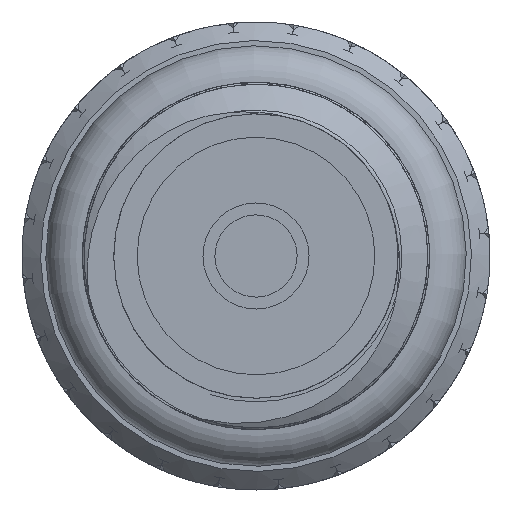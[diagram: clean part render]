
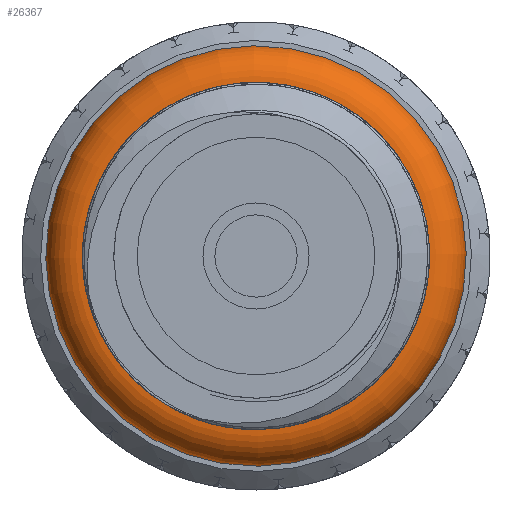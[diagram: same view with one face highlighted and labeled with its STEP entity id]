
A CAD part, left-side view. The second image highlights one B-rep face of the part: STEP entity #26367.
In plain terms, the highlighted toroidal (fillet/blend) face has major radius 2.375 mm and minor radius 0.5 mm.
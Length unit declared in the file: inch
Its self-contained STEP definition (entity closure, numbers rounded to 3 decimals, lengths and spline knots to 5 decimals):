
#27=TOROIDAL_SURFACE('',#27286,0.0935,0.01969);
#6938=FACE_OUTER_BOUND('',#8863,.T.);
#8863=EDGE_LOOP('',(#23869,#23870,#23871,#23872));
#9588=CIRCLE('',#26718,0.0935);
#9715=CIRCLE('',#27272,0.0935);
#9722=CIRCLE('',#27287,0.01969);
#9787=VERTEX_POINT('',#29375);
#11843=VERTEX_POINT('',#70052);
#11998=EDGE_CURVE('',#9787,#9787,#9588,.T.);
#15856=EDGE_CURVE('',#11843,#11843,#9715,.T.);
#15866=EDGE_CURVE('',#11843,#9787,#9722,.T.);
#23869=ORIENTED_EDGE('',*,*,#15856,.F.);
#23870=ORIENTED_EDGE('',*,*,#15866,.T.);
#23871=ORIENTED_EDGE('',*,*,#11998,.T.);
#23872=ORIENTED_EDGE('',*,*,#15866,.F.);
#26367=ADVANCED_FACE('',(#6938),#27,.T.);
#26718=AXIS2_PLACEMENT_3D('',#29376,#27656,#27657);
#27272=AXIS2_PLACEMENT_3D('',#70053,#29021,#29022);
#27286=AXIS2_PLACEMENT_3D('',#70076,#29052,#29053);
#27287=AXIS2_PLACEMENT_3D('',#70077,#29054,#29055);
#27656=DIRECTION('center_axis',(1.,0.,0.));
#27657=DIRECTION('ref_axis',(0.,0.,-1.));
#29021=DIRECTION('center_axis',(1.,0.,0.));
#29022=DIRECTION('ref_axis',(0.,0.,-1.));
#29052=DIRECTION('center_axis',(1.,0.,0.));
#29053=DIRECTION('ref_axis',(0.,0.,-1.));
#29054=DIRECTION('center_axis',(0.,-1.,0.));
#29055=DIRECTION('ref_axis',(0.,0.,1.));
#29375=CARTESIAN_POINT('',(-0.00837,0.,0.0935));
#29376=CARTESIAN_POINT('Origin',(-0.00837,0.,0.));
#70052=CARTESIAN_POINT('',(0.031,0.,0.0935));
#70053=CARTESIAN_POINT('Origin',(0.031,0.,0.));
#70076=CARTESIAN_POINT('Origin',(0.01131,0.,0.));
#70077=CARTESIAN_POINT('Origin',(0.01131,0.,
0.0935));
